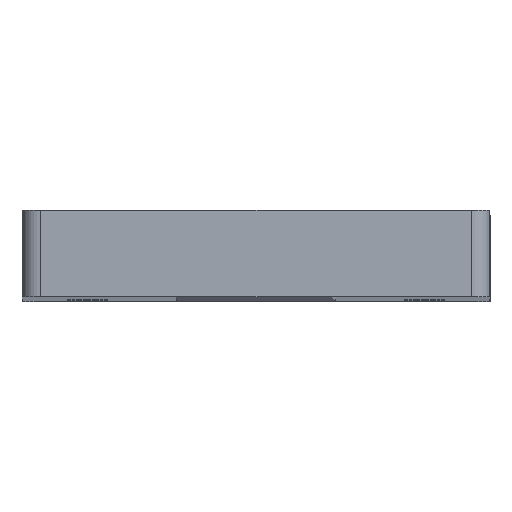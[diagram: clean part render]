
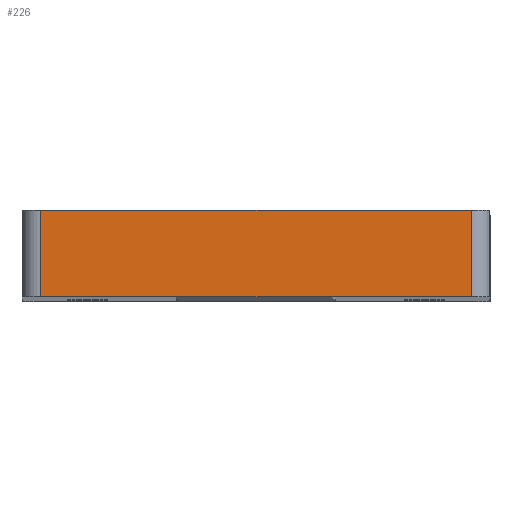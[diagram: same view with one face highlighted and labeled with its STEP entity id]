
A CAD part, top view. The second image highlights one B-rep face of the part: STEP entity #226.
In plain terms, the highlighted planar face has unit normal (0, 0, 1).
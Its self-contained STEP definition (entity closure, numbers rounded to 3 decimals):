
#12 = EDGE_CURVE ( 'NONE', #480, #25, #1037, .T. ) ;
#25 = VERTEX_POINT ( 'NONE', #781 ) ;
#226 = ADVANCED_FACE ( 'NONE', ( #674 ), #1690, .T. ) ;
#343 = EDGE_CURVE ( 'NONE', #3161, #25, #1861, .T. ) ;
#480 = VERTEX_POINT ( 'NONE', #3026 ) ;
#563 = AXIS2_PLACEMENT_3D ( 'NONE', #2675, #721, #2184 ) ;
#674 = FACE_OUTER_BOUND ( 'NONE', #2625, .T. ) ;
#687 = VERTEX_POINT ( 'NONE', #2749 ) ;
#721 = DIRECTION ( 'NONE',  ( 0., 0., 1. ) ) ;
#781 = CARTESIAN_POINT ( 'NONE',  ( 23., 6.5, 150.5 ) ) ;
#823 = CARTESIAN_POINT ( 'NONE',  ( -23., 6.5, 150.5 ) ) ;
#852 = ORIENTED_EDGE ( 'NONE', *, *, #343, .F. ) ;
#939 = EDGE_CURVE ( 'NONE', #480, #687, #1388, .T. ) ;
#1037 = LINE ( 'NONE', #2310, #1972 ) ;
#1200 = CARTESIAN_POINT ( 'NONE',  ( -23., -307.825, 150.5 ) ) ;
#1252 = ORIENTED_EDGE ( 'NONE', *, *, #2266, .T. ) ;
#1344 = ORIENTED_EDGE ( 'NONE', *, *, #939, .F. ) ;
#1388 = LINE ( 'NONE', #1416, #2041 ) ;
#1416 = CARTESIAN_POINT ( 'NONE',  ( 0., -2.7, 150.5 ) ) ;
#1525 = ORIENTED_EDGE ( 'NONE', *, *, #12, .T. ) ;
#1614 = VECTOR ( 'NONE', #2383, 1000. ) ;
#1690 = PLANE ( 'NONE',  #563 ) ;
#1788 = DIRECTION ( 'NONE',  ( 0., 1., 0. ) ) ;
#1861 = LINE ( 'NONE', #2631, #1614 ) ;
#1953 = LINE ( 'NONE', #1200, #3082 ) ;
#1972 = VECTOR ( 'NONE', #1788, 1000. ) ;
#2041 = VECTOR ( 'NONE', #2111, 1000. ) ;
#2111 = DIRECTION ( 'NONE',  ( -1., 0., 0. ) ) ;
#2184 = DIRECTION ( 'NONE',  ( 1., 0., 0. ) ) ;
#2249 = DIRECTION ( 'NONE',  ( 0., -1., 0. ) ) ;
#2266 = EDGE_CURVE ( 'NONE', #3161, #687, #1953, .T. ) ;
#2310 = CARTESIAN_POINT ( 'NONE',  ( 23., 6.5, 150.5 ) ) ;
#2383 = DIRECTION ( 'NONE',  ( 1., 0., 0. ) ) ;
#2625 = EDGE_LOOP ( 'NONE', ( #852, #1252, #1344, #1525 ) ) ;
#2631 = CARTESIAN_POINT ( 'NONE',  ( 0., 6.5, 150.5 ) ) ;
#2675 = CARTESIAN_POINT ( 'NONE',  ( 0., -307.825, 150.5 ) ) ;
#2749 = CARTESIAN_POINT ( 'NONE',  ( -23., -2.7, 150.5 ) ) ;
#3026 = CARTESIAN_POINT ( 'NONE',  ( 23., -2.7, 150.5 ) ) ;
#3082 = VECTOR ( 'NONE', #2249, 1000. ) ;
#3161 = VERTEX_POINT ( 'NONE', #823 ) ;
